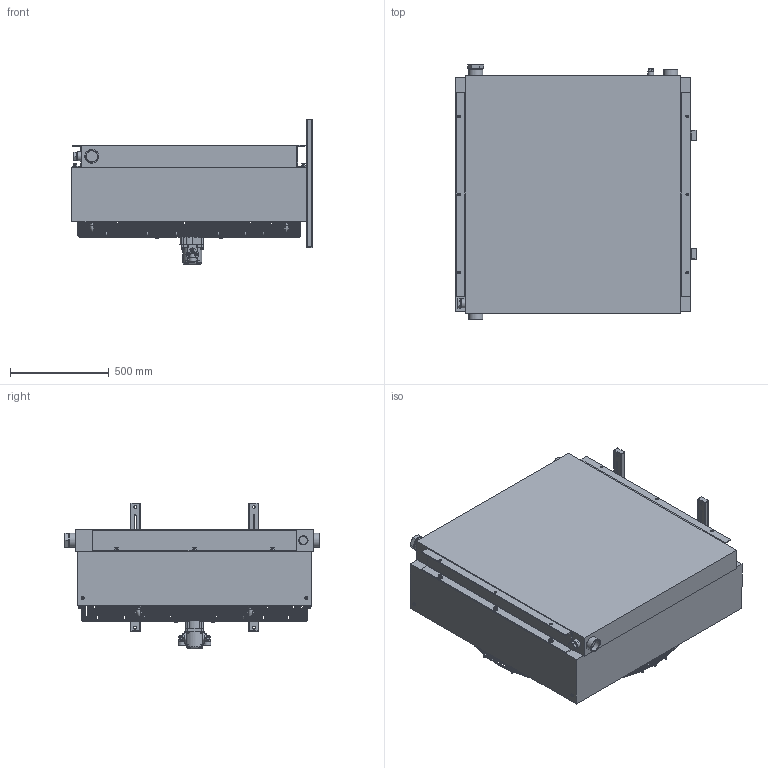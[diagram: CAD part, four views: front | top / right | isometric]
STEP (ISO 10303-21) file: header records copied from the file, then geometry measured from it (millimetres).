
FILE_DESCRIPTION((''),'2;1');
FILE_NAME('LHC-113-C.stp','2011-02-22T11:18:00',('sfrny'),(''),'Autodesk Inventor 2011','Autodesk Inventor 2011','');
FILE_SCHEMA(('AUTOMOTIVE_DESIGN { 1 0 10303 214 1 1 1 1 }'));
Length unit declared in the file: millimetre
Products named in the file (1): LHC-113-C
Bounding box: 1217 x 1287.5 x 737.7 mm (x, y, z)
Volume: 539624059.1 mm3; surface area: 10177800.4 mm2
Topology: 96 solids, 176 shells, 1941 faces, 4188 edges, 2614 vertices
Faces by surface type: plane 937, cylinder 539, cone 290, torus 159, bspline 12, sphere 4
Full cylindrical faces by diameter (mm): 4.917 x1, 5 x66, 6 x2, 6.647 x13, 8 x29, 8.4 x14, 8.5 x10, 9 x13, 11 x4, 11.445 x1, 11.6 x4, 11.63 x11, 12 x11, 13 x24, 14 x4, 15 x11, 16 x14, 18 x6, 18.631 x2, 19 x1, 20 x14, 20.955 x1, 21 x2, 21.4 x1, 22 x2, 23.5 x2, 24 x6, 24.117 x2, 28.5 x1, 29.2 x1
Entity records: 53135 total; most frequent: CARTESIAN_POINT 12276, DIRECTION 8121, ORIENTED_EDGE 7038, EDGE_CURVE 3519, AXIS2_PLACEMENT_3D 3401, EDGE_LOOP 2803, VERTEX_POINT 2518, FACE_OUTER_BOUND 1940
